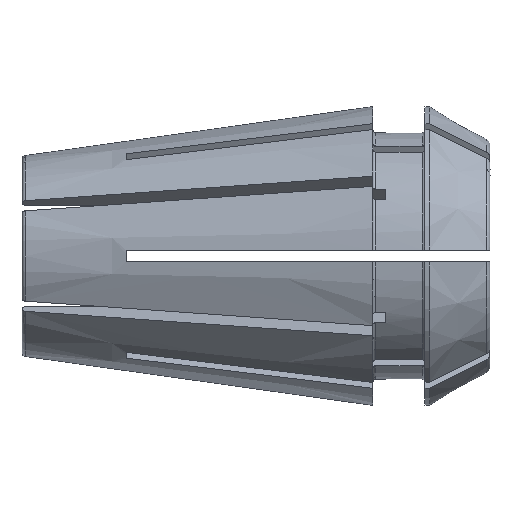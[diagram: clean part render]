
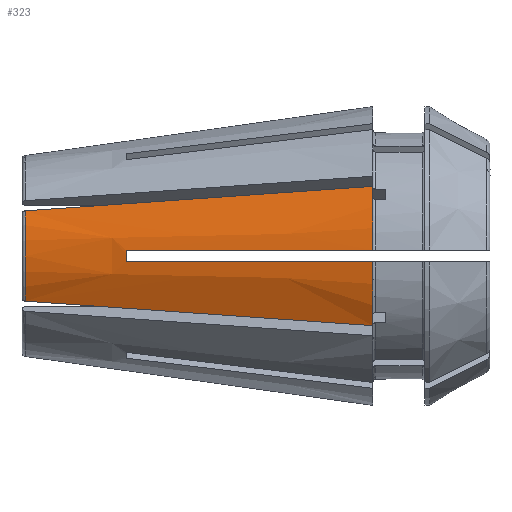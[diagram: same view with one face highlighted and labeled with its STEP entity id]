
A CAD part, front view. The second image highlights one B-rep face of the part: STEP entity #323.
In plain terms, the highlighted conical face has half-angle 8 degrees and reference radius 5.718 mm.
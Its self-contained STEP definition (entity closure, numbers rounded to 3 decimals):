
#323 = ADVANCED_FACE( '', ( #725 ), #726, .T. );
#725 = FACE_OUTER_BOUND( '', #1204, .T. );
#726 = CONICAL_SURFACE( '', #1205, 5.718, 0.14 );
#1204 = EDGE_LOOP( '', ( #2118, #2119, #2120, #2121, #2122, #2123, #2124, #2125 ) );
#1205 = AXIS2_PLACEMENT_3D( '', #2126, #2127, #2128 );
#2118 = ORIENTED_EDGE( '', *, *, #3373, .F. );
#2119 = ORIENTED_EDGE( '', *, *, #3374, .F. );
#2120 = ORIENTED_EDGE( '', *, *, #3160, .T. );
#2121 = ORIENTED_EDGE( '', *, *, #3375, .T. );
#2122 = ORIENTED_EDGE( '', *, *, #3376, .F. );
#2123 = ORIENTED_EDGE( '', *, *, #3283, .T. );
#2124 = ORIENTED_EDGE( '', *, *, #3377, .T. );
#2125 = ORIENTED_EDGE( '', *, *, #3378, .T. );
#2126 = CARTESIAN_POINT( '', ( -0.228, 0., 0. ) );
#2127 = DIRECTION( '', ( 1., 0., 0. ) );
#2128 = DIRECTION( '', ( 0., 0., -1. ) );
#3160 = EDGE_CURVE( '', #3893, #3891, #3894, .T. );
#3283 = EDGE_CURVE( '', #4091, #4094, #4096, .T. );
#3373 = EDGE_CURVE( '', #4226, #4227, #4228, .T. );
#3374 = EDGE_CURVE( '', #3893, #4226, #4229, .T. );
#3375 = EDGE_CURVE( '', #3891, #4230, #4231, .T. );
#3376 = EDGE_CURVE( '', #4091, #4230, #4232, .T. );
#3377 = EDGE_CURVE( '', #4094, #4233, #4234, .T. );
#3378 = EDGE_CURVE( '', #4233, #4227, #4235, .T. );
#3891 = VERTEX_POINT( '', #5292 );
#3893 = VERTEX_POINT( '', #5295 );
#3894 = B_SPLINE_CURVE_WITH_KNOTS( '', 3, ( #5296, #5297, #5298, #5299, #5300, #5301, #5302 ), .UNSPECIFIED., .F., .F., ( 4, 3, 4 ), ( 0., 0.007, 0.014 ), .UNSPECIFIED. );
#4091 = VERTEX_POINT( '', #5719 );
#4094 = VERTEX_POINT( '', #5724 );
#4096 = CIRCLE( '', #5727, 4.415 );
#4226 = VERTEX_POINT( '', #6095 );
#4227 = VERTEX_POINT( '', #6096 );
#4228 = B_SPLINE_CURVE_WITH_KNOTS( '', 3, ( #6097, #6098, #6099, #6100, #6101, #6102, #6103 ), .UNSPECIFIED., .F., .F., ( 4, 3, 4 ), ( 0., 0.007, 0.014 ), .UNSPECIFIED. );
#4229 = CIRCLE( '', #6104, 3.871 );
#4230 = VERTEX_POINT( '', #6105 );
#4231 = CIRCLE( '', #6106, 5.75 );
#4232 = B_SPLINE_CURVE_WITH_KNOTS( '', 3, ( #6107, #6108, #6109, #6110, #6111, #6112, #6113, #6114, #6115, #6116 ), .UNSPECIFIED., .F., .F., ( 4, 3, 3, 4 ), ( 0.007, 0.008, 0.016, 0.016 ), .UNSPECIFIED. );
#4233 = VERTEX_POINT( '', #6117 );
#4234 = B_SPLINE_CURVE_WITH_KNOTS( '', 3, ( #6118, #6119, #6120, #6121, #6122, #6123, #6124, #6125, #6126, #6127 ), .UNSPECIFIED., .F., .F., ( 4, 3, 3, 4 ), ( 0.007, 0.008, 0.016, 0.016 ), .UNSPECIFIED. );
#4235 = CIRCLE( '', #6128, 5.75 );
#5292 = CARTESIAN_POINT( '', ( 0., -5.088, -2.678 ) );
#5295 = CARTESIAN_POINT( '', ( -13.371, -3.459, -1.737 ) );
#5296 = CARTESIAN_POINT( '', ( -13.371, -3.459, -1.737 ) );
#5297 = CARTESIAN_POINT( '', ( -11.128, -3.733, -1.895 ) );
#5298 = CARTESIAN_POINT( '', ( -8.885, -4.006, -2.053 ) );
#5299 = CARTESIAN_POINT( '', ( -6.642, -4.279, -2.211 ) );
#5300 = CARTESIAN_POINT( '', ( -4.428, -4.549, -2.367 ) );
#5301 = CARTESIAN_POINT( '', ( -2.214, -4.819, -2.522 ) );
#5302 = CARTESIAN_POINT( '', ( 0., -5.088, -2.678 ) );
#5719 = CARTESIAN_POINT( '', ( -9.5, -4.409, -0.225 ) );
#5724 = CARTESIAN_POINT( '', ( -9.5, -4.409, 0.225 ) );
#5727 = AXIS2_PLACEMENT_3D( '', #7187, #7188, #7189 );
#6095 = CARTESIAN_POINT( '', ( -13.371, -3.459, 1.737 ) );
#6096 = CARTESIAN_POINT( '', ( 0., -5.088, 2.678 ) );
#6097 = CARTESIAN_POINT( '', ( -13.371, -3.459, 1.737 ) );
#6098 = CARTESIAN_POINT( '', ( -11.128, -3.733, 1.895 ) );
#6099 = CARTESIAN_POINT( '', ( -8.885, -4.006, 2.053 ) );
#6100 = CARTESIAN_POINT( '', ( -6.642, -4.279, 2.211 ) );
#6101 = CARTESIAN_POINT( '', ( -4.428, -4.549, 2.367 ) );
#6102 = CARTESIAN_POINT( '', ( -2.214, -4.819, 2.522 ) );
#6103 = CARTESIAN_POINT( '', ( 0., -5.088, 2.678 ) );
#6104 = AXIS2_PLACEMENT_3D( '', #7269, #7270, #7271 );
#6105 = CARTESIAN_POINT( '', ( 0., -5.746, -0.225 ) );
#6106 = AXIS2_PLACEMENT_3D( '', #7272, #7273, #7274 );
#6107 = CARTESIAN_POINT( '', ( -9.5, -4.409, -0.225 ) );
#6108 = CARTESIAN_POINT( '', ( -9.114, -4.463, -0.225 ) );
#6109 = CARTESIAN_POINT( '', ( -8.727, -4.518, -0.225 ) );
#6110 = CARTESIAN_POINT( '', ( -8.341, -4.572, -0.225 ) );
#6111 = CARTESIAN_POINT( '', ( -5.688, -4.945, -0.225 ) );
#6112 = CARTESIAN_POINT( '', ( -3.035, -5.319, -0.225 ) );
#6113 = CARTESIAN_POINT( '', ( -0.383, -5.692, -0.225 ) );
#6114 = CARTESIAN_POINT( '', ( -0.255, -5.71, -0.225 ) );
#6115 = CARTESIAN_POINT( '', ( -0.128, -5.728, -0.225 ) );
#6116 = CARTESIAN_POINT( '', ( 0., -5.746, -0.225 ) );
#6117 = CARTESIAN_POINT( '', ( 0., -5.746, 0.225 ) );
#6118 = CARTESIAN_POINT( '', ( -9.5, -4.409, 0.225 ) );
#6119 = CARTESIAN_POINT( '', ( -9.114, -4.463, 0.225 ) );
#6120 = CARTESIAN_POINT( '', ( -8.727, -4.518, 0.225 ) );
#6121 = CARTESIAN_POINT( '', ( -8.341, -4.572, 0.225 ) );
#6122 = CARTESIAN_POINT( '', ( -5.688, -4.945, 0.225 ) );
#6123 = CARTESIAN_POINT( '', ( -3.035, -5.319, 0.225 ) );
#6124 = CARTESIAN_POINT( '', ( -0.383, -5.692, 0.225 ) );
#6125 = CARTESIAN_POINT( '', ( -0.255, -5.71, 0.225 ) );
#6126 = CARTESIAN_POINT( '', ( -0.128, -5.728, 0.225 ) );
#6127 = CARTESIAN_POINT( '', ( 0., -5.746, 0.225 ) );
#6128 = AXIS2_PLACEMENT_3D( '', #7275, #7276, #7277 );
#7187 = CARTESIAN_POINT( '', ( -9.5, 0., 0. ) );
#7188 = DIRECTION( '', ( -1., 0., 0. ) );
#7189 = DIRECTION( '', ( 0., 0., 1. ) );
#7269 = CARTESIAN_POINT( '', ( -13.371, 0., 0. ) );
#7270 = DIRECTION( '', ( -1., 0., 0. ) );
#7271 = DIRECTION( '', ( 0., 0., 1. ) );
#7272 = CARTESIAN_POINT( '', ( 0., 0., 0. ) );
#7273 = DIRECTION( '', ( -1., 0., 0. ) );
#7274 = DIRECTION( '', ( 0., 0., 1. ) );
#7275 = CARTESIAN_POINT( '', ( 0., 0., 0. ) );
#7276 = DIRECTION( '', ( -1., 0., 0. ) );
#7277 = DIRECTION( '', ( 0., 0., 1. ) );
